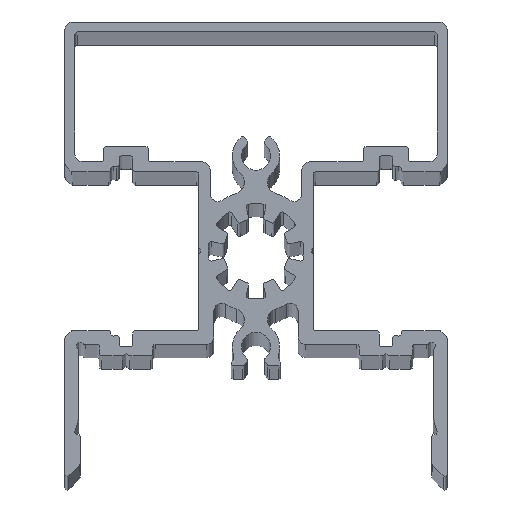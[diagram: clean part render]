
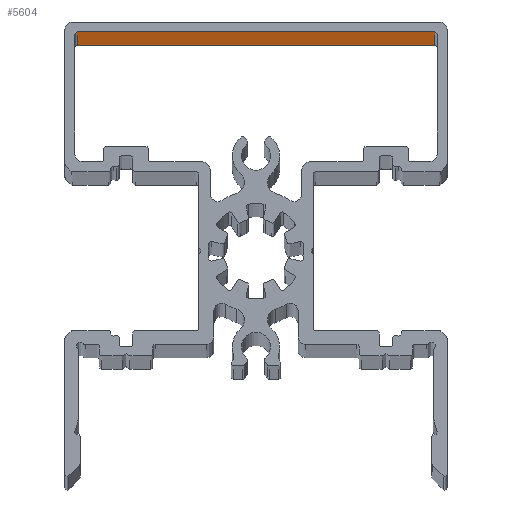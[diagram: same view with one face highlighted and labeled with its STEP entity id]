
A CAD part, top view. The second image highlights one B-rep face of the part: STEP entity #5604.
In plain terms, the highlighted planar face has unit normal (0, -1, 0).
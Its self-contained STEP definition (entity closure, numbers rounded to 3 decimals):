
#363 = LINE ( 'NONE', #1062, #5680 ) ;
#812 = EDGE_CURVE ( 'NONE', #9064, #1407, #4394, .T. ) ;
#1062 = CARTESIAN_POINT ( 'NONE',  ( -23.4, 28.7, 1000. ) ) ;
#1353 = CARTESIAN_POINT ( 'NONE',  ( 0., 28.7, 0. ) ) ;
#1407 = VERTEX_POINT ( 'NONE', #4120 ) ;
#1660 = VECTOR ( 'NONE', #7443, 1000. ) ;
#1718 = AXIS2_PLACEMENT_3D ( 'NONE', #4367, #6662, #1973 ) ;
#1973 = DIRECTION ( 'NONE',  ( 0., 0., 1. ) ) ;
#2135 = EDGE_CURVE ( 'NONE', #3900, #1407, #6462, .T. ) ;
#2199 = VERTEX_POINT ( 'NONE', #2209 ) ;
#2209 = CARTESIAN_POINT ( 'NONE',  ( -23.4, 28.7, 1000. ) ) ;
#2311 = ORIENTED_EDGE ( 'NONE', *, *, #6636, .F. ) ;
#2565 = ORIENTED_EDGE ( 'NONE', *, *, #2135, .F. ) ;
#2779 = EDGE_LOOP ( 'NONE', ( #7802, #2565, #2311, #6088 ) ) ;
#3468 = CARTESIAN_POINT ( 'NONE',  ( 0., 28.7, 1000. ) ) ;
#3900 = VERTEX_POINT ( 'NONE', #6918 ) ;
#4120 = CARTESIAN_POINT ( 'NONE',  ( 23.4, 28.7, 0. ) ) ;
#4367 = CARTESIAN_POINT ( 'NONE',  ( 0., 28.7, 1000. ) ) ;
#4394 = LINE ( 'NONE', #1353, #1660 ) ;
#4913 = CARTESIAN_POINT ( 'NONE',  ( 23.4, 28.7, 1000. ) ) ;
#5604 = ADVANCED_FACE ( 'NONE', ( #8824 ), #6714, .F. ) ;
#5680 = VECTOR ( 'NONE', #7155, 1000. ) ;
#5868 = EDGE_CURVE ( 'NONE', #2199, #9064, #363, .T. ) ;
#6048 = CARTESIAN_POINT ( 'NONE',  ( -23.4, 28.7, 0. ) ) ;
#6088 = ORIENTED_EDGE ( 'NONE', *, *, #5868, .T. ) ;
#6462 = LINE ( 'NONE', #4913, #6514 ) ;
#6514 = VECTOR ( 'NONE', #9470, 1000. ) ;
#6636 = EDGE_CURVE ( 'NONE', #2199, #3900, #7173, .T. ) ;
#6662 = DIRECTION ( 'NONE',  ( 0., 1., 0. ) ) ;
#6714 = PLANE ( 'NONE',  #1718 ) ;
#6918 = CARTESIAN_POINT ( 'NONE',  ( 23.4, 28.7, 1000. ) ) ;
#7073 = VECTOR ( 'NONE', #9577, 1000. ) ;
#7155 = DIRECTION ( 'NONE',  ( 0., 0., -1. ) ) ;
#7173 = LINE ( 'NONE', #3468, #7073 ) ;
#7443 = DIRECTION ( 'NONE',  ( 1., 0., 0. ) ) ;
#7802 = ORIENTED_EDGE ( 'NONE', *, *, #812, .T. ) ;
#8824 = FACE_OUTER_BOUND ( 'NONE', #2779, .T. ) ;
#9064 = VERTEX_POINT ( 'NONE', #6048 ) ;
#9470 = DIRECTION ( 'NONE',  ( 0., 0., -1. ) ) ;
#9577 = DIRECTION ( 'NONE',  ( 1., 0., 0. ) ) ;
